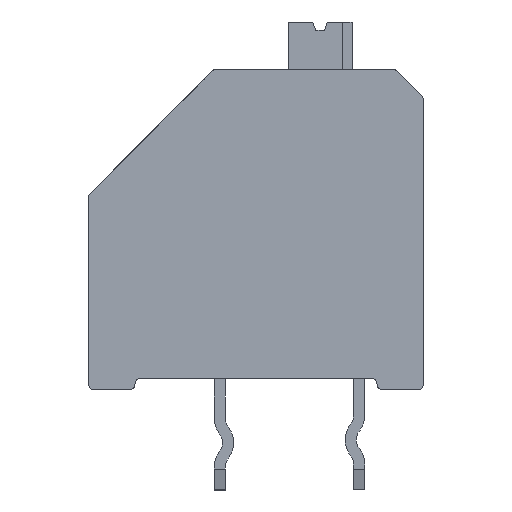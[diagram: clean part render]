
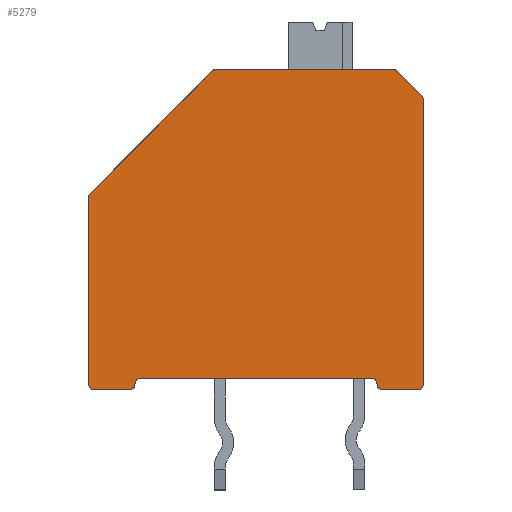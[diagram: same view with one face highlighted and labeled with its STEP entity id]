
A CAD part, front view. The second image highlights one B-rep face of the part: STEP entity #5279.
In plain terms, the highlighted planar face has unit normal (0, -1, 0).
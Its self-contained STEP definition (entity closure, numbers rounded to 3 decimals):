
#239=CIRCLE('',#5471,0.17);
#240=CIRCLE('',#5473,0.17);
#241=CIRCLE('',#5476,0.17);
#242=CIRCLE('',#5479,0.17);
#243=CIRCLE('',#5481,0.17);
#246=CIRCLE('',#5487,0.17);
#259=CIRCLE('',#5525,0.17);
#260=CIRCLE('',#5533,0.17);
#263=CIRCLE('',#5539,0.17);
#268=CIRCLE('',#5556,0.17);
#659=ORIENTED_EDGE('',*,*,#1532,.F.);
#660=ORIENTED_EDGE('',*,*,#1544,.T.);
#661=ORIENTED_EDGE('',*,*,#1564,.T.);
#662=ORIENTED_EDGE('',*,*,#1552,.F.);
#663=ORIENTED_EDGE('',*,*,#1641,.T.);
#664=ORIENTED_EDGE('',*,*,#1644,.F.);
#665=ORIENTED_EDGE('',*,*,#1643,.T.);
#666=ORIENTED_EDGE('',*,*,#1548,.T.);
#667=ORIENTED_EDGE('',*,*,#1541,.F.);
#668=ORIENTED_EDGE('',*,*,#1626,.T.);
#669=ORIENTED_EDGE('',*,*,#1627,.T.);
#670=ORIENTED_EDGE('',*,*,#1535,.T.);
#671=ORIENTED_EDGE('',*,*,#1553,.F.);
#672=ORIENTED_EDGE('',*,*,#1538,.T.);
#673=ORIENTED_EDGE('',*,*,#1667,.F.);
#674=ORIENTED_EDGE('',*,*,#1672,.T.);
#675=ORIENTED_EDGE('',*,*,#1629,.F.);
#676=ORIENTED_EDGE('',*,*,#1649,.T.);
#677=ORIENTED_EDGE('',*,*,#1602,.T.);
#678=ORIENTED_EDGE('',*,*,#1558,.T.);
#1532=EDGE_CURVE('',#2089,#2090,#2451,.T.);
#1535=EDGE_CURVE('',#2092,#2091,#239,.T.);
#1538=EDGE_CURVE('',#2094,#2093,#240,.T.);
#1541=EDGE_CURVE('',#2095,#2096,#2458,.T.);
#1544=EDGE_CURVE('',#2089,#2097,#241,.T.);
#1548=EDGE_CURVE('',#2100,#2096,#242,.T.);
#1552=EDGE_CURVE('',#2102,#2101,#243,.T.);
#1553=EDGE_CURVE('',#2094,#2091,#2467,.T.);
#1558=EDGE_CURVE('',#2107,#2090,#246,.T.);
#1564=EDGE_CURVE('',#2097,#2101,#2473,.T.);
#1602=EDGE_CURVE('',#2140,#2107,#2504,.T.);
#1626=EDGE_CURVE('',#2095,#2156,#259,.T.);
#1627=EDGE_CURVE('',#2156,#2092,#2517,.T.);
#1629=EDGE_CURVE('',#2157,#2158,#2519,.T.);
#1641=EDGE_CURVE('',#2102,#2164,#2531,.T.);
#1643=EDGE_CURVE('',#2165,#2100,#2533,.T.);
#1644=EDGE_CURVE('',#2165,#2164,#260,.T.);
#1649=EDGE_CURVE('',#2157,#2140,#263,.T.);
#1667=EDGE_CURVE('',#2173,#2093,#2547,.T.);
#1672=EDGE_CURVE('',#2173,#2158,#268,.T.);
#2089=VERTEX_POINT('',#7132);
#2090=VERTEX_POINT('',#7134);
#2091=VERTEX_POINT('',#7138);
#2092=VERTEX_POINT('',#7140);
#2093=VERTEX_POINT('',#7144);
#2094=VERTEX_POINT('',#7146);
#2095=VERTEX_POINT('',#7150);
#2096=VERTEX_POINT('',#7152);
#2097=VERTEX_POINT('',#7156);
#2100=VERTEX_POINT('',#7166);
#2101=VERTEX_POINT('',#7170);
#2102=VERTEX_POINT('',#7172);
#2107=VERTEX_POINT('',#7187);
#2140=VERTEX_POINT('',#7277);
#2156=VERTEX_POINT('',#7346);
#2157=VERTEX_POINT('',#7352);
#2158=VERTEX_POINT('',#7354);
#2164=VERTEX_POINT('',#7374);
#2165=VERTEX_POINT('',#7378);
#2173=VERTEX_POINT('',#7423);
#2451=LINE('',#7133,#2825);
#2458=LINE('',#7151,#2832);
#2467=LINE('',#7175,#2841);
#2473=LINE('',#7199,#2847);
#2504=LINE('',#7276,#2878);
#2517=LINE('',#7349,#2891);
#2519=LINE('',#7353,#2893);
#2531=LINE('',#7375,#2905);
#2533=LINE('',#7379,#2907);
#2547=LINE('',#7424,#2921);
#2825=VECTOR('',#5918,1000.);
#2832=VECTOR('',#5935,1000.);
#2841=VECTOR('',#5960,1000.);
#2847=VECTOR('',#5984,1000.);
#2878=VECTOR('',#6051,1000.);
#2891=VECTOR('',#6098,1000.);
#2893=VECTOR('',#6102,1000.);
#2905=VECTOR('',#6120,1000.);
#2907=VECTOR('',#6124,1000.);
#2921=VECTOR('',#6184,1000.);
#3235=EDGE_LOOP('',(#659,#660,#661,#662,#663,#664,#665,#666,#667,#668,#669,
#670,#671,#672,#673,#674,#675,#676,#677,#678));
#3459=FACE_BOUND('',#3235,.T.);
#3661=PLANE('',#5555);
#5279=ADVANCED_FACE('',(#3459),#3661,.T.);
#5471=AXIS2_PLACEMENT_3D('',#7139,#5923,#5924);
#5473=AXIS2_PLACEMENT_3D('',#7145,#5929,#5930);
#5476=AXIS2_PLACEMENT_3D('',#7157,#5940,#5941);
#5479=AXIS2_PLACEMENT_3D('',#7165,#5949,#5950);
#5481=AXIS2_PLACEMENT_3D('',#7173,#5956,#5957);
#5487=AXIS2_PLACEMENT_3D('',#7186,#5971,#5972);
#5525=AXIS2_PLACEMENT_3D('',#7347,#6094,#6095);
#5533=AXIS2_PLACEMENT_3D('',#7381,#6127,#6128);
#5539=AXIS2_PLACEMENT_3D('',#7389,#6141,#6142);
#5555=AXIS2_PLACEMENT_3D('',#7431,#6189,#6190);
#5556=AXIS2_PLACEMENT_3D('',#7432,#6191,#6192);
#5918=DIRECTION('',(-1.,0.,0.));
#5923=DIRECTION('',(0.,-1.,0.));
#5924=DIRECTION('',(0.,0.,-1.));
#5929=DIRECTION('',(0.,-1.,0.));
#5930=DIRECTION('',(0.,0.,-1.));
#5935=DIRECTION('',(-1.,0.,0.));
#5940=DIRECTION('',(0.,-1.,0.));
#5941=DIRECTION('',(0.,0.,-1.));
#5949=DIRECTION('',(0.,-1.,0.));
#5950=DIRECTION('',(0.,0.,-1.));
#5956=DIRECTION('',(0.,-1.,0.));
#5957=DIRECTION('',(0.,0.,-1.));
#5960=DIRECTION('',(0.707,0.,-0.707));
#5971=DIRECTION('',(0.,-1.,0.));
#5972=DIRECTION('',(0.,0.,-1.));
#5984=DIRECTION('',(0.259,0.,0.966));
#6051=DIRECTION('',(0.,0.,-1.));
#6094=DIRECTION('',(0.,-1.,0.));
#6095=DIRECTION('',(0.,0.,-1.));
#6098=DIRECTION('',(0.,0.,1.));
#6102=DIRECTION('',(0.707,0.,0.707));
#6120=DIRECTION('',(1.,0.,0.));
#6124=DIRECTION('',(0.259,0.,-0.966));
#6127=DIRECTION('',(0.,-1.,0.));
#6128=DIRECTION('',(0.,0.,-1.));
#6141=DIRECTION('',(0.,-1.,0.));
#6142=DIRECTION('',(0.,0.,-1.));
#6184=DIRECTION('',(1.,0.,0.));
#6189=DIRECTION('',(0.,-1.,0.));
#6190=DIRECTION('',(0.,0.,-1.));
#6191=DIRECTION('',(0.,-1.,0.));
#6192=DIRECTION('',(0.,0.,-1.));
#7132=CARTESIAN_POINT('',(1.47,-5.31,-0.17));
#7133=CARTESIAN_POINT('',(6.,-5.31,-0.17));
#7134=CARTESIAN_POINT('',(0.17,-5.31,-0.17));
#7138=CARTESIAN_POINT('',(11.95,-5.31,10.38));
#7139=CARTESIAN_POINT('',(11.83,-5.31,10.26));
#7140=CARTESIAN_POINT('',(12.,-5.31,10.26));
#7144=CARTESIAN_POINT('',(10.93,-5.31,11.33));
#7145=CARTESIAN_POINT('',(10.93,-5.31,11.16));
#7146=CARTESIAN_POINT('',(11.05,-5.31,11.28));
#7150=CARTESIAN_POINT('',(11.83,-5.31,-0.17));
#7151=CARTESIAN_POINT('',(6.,-5.31,-0.17));
#7152=CARTESIAN_POINT('',(10.53,-5.31,-0.17));
#7156=CARTESIAN_POINT('',(1.634,-5.31,-0.044));
#7157=CARTESIAN_POINT('',(1.47,-5.31,0.));
#7165=CARTESIAN_POINT('',(10.53,-5.31,0.));
#7166=CARTESIAN_POINT('',(10.366,-5.31,-0.044));
#7170=CARTESIAN_POINT('',(1.673,-5.31,0.104));
#7172=CARTESIAN_POINT('',(1.838,-5.31,0.23));
#7173=CARTESIAN_POINT('',(1.838,-5.31,0.06));
#7175=CARTESIAN_POINT('',(11.5,-5.31,10.83));
#7186=CARTESIAN_POINT('',(0.17,-5.31,0.));
#7187=CARTESIAN_POINT('',(0.,-5.31,0.));
#7199=CARTESIAN_POINT('',(1.707,-5.31,0.23));
#7276=CARTESIAN_POINT('',(0.,-5.31,13.03));
#7277=CARTESIAN_POINT('',(0.,-5.31,6.76));
#7346=CARTESIAN_POINT('',(12.,-5.31,0.));
#7347=CARTESIAN_POINT('',(11.83,-5.31,0.));
#7349=CARTESIAN_POINT('',(12.,-5.31,-3.77));
#7352=CARTESIAN_POINT('',(0.05,-5.31,6.88));
#7353=CARTESIAN_POINT('',(1.847,-5.31,8.677));
#7354=CARTESIAN_POINT('',(4.45,-5.31,11.28));
#7374=CARTESIAN_POINT('',(10.162,-5.31,0.23));
#7375=CARTESIAN_POINT('',(10.493,-5.31,0.23));
#7378=CARTESIAN_POINT('',(10.327,-5.31,0.104));
#7379=CARTESIAN_POINT('',(10.774,-5.31,-1.566));
#7381=CARTESIAN_POINT('',(10.162,-5.31,0.06));
#7389=CARTESIAN_POINT('',(0.17,-5.31,6.76));
#7423=CARTESIAN_POINT('',(4.57,-5.31,11.33));
#7424=CARTESIAN_POINT('',(4.5,-5.31,11.33));
#7431=CARTESIAN_POINT('',(0.,-5.31,0.));
#7432=CARTESIAN_POINT('',(4.57,-5.31,11.16));
